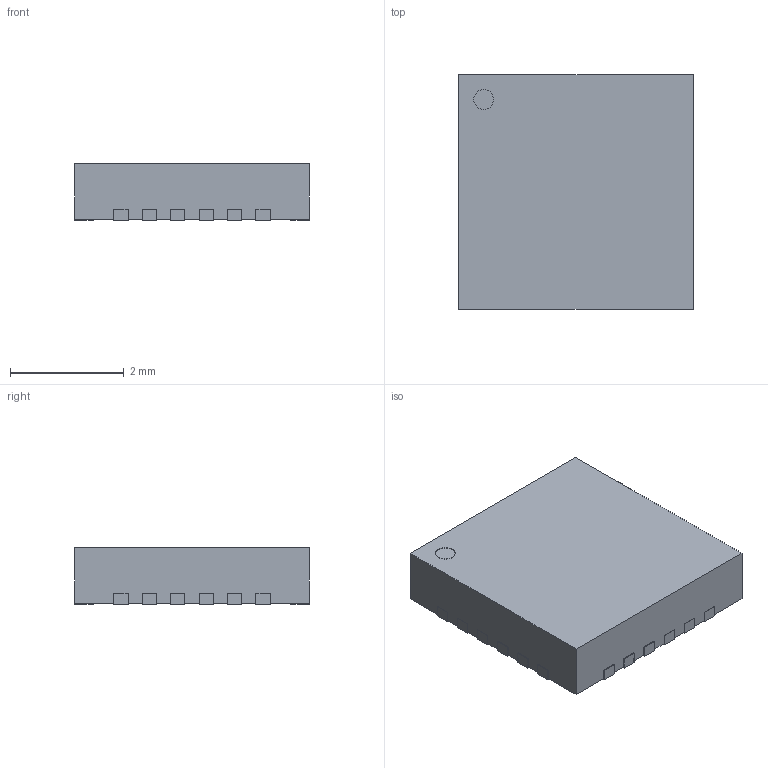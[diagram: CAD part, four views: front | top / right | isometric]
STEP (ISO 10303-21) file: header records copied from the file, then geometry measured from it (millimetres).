
FILE_DESCRIPTION(('FreeCAD Model'),'2;1');
FILE_NAME('qfn24_415x415_p05.step','2017-02-18T21:43:23',( 'Author'),(''),'Open CASCADE STEP processor 6.9','FreeCAD','Unknown' );
FILE_SCHEMA(('AUTOMOTIVE_DESIGN_CC2 { 1 2 10303 214 -1 1 5 4 }'));
Length unit declared in the file: millimetre
Products named in the file (2): ASSEMBLY; qfn24_415x415_p05
Assembly tree (1 placements, depth 2):
  ASSEMBLY
    qfn24_415x415_p05
Bounding box: 4.15 x 4.15 x 1 mm (x, y, z)
Volume: 16.8 mm3; surface area: 51.1 mm2
Topology: 1 solids, 1 shells, 158 faces, 462 edges, 308 vertices
Faces by surface type: plane 133, cylinder 25
Full cylindrical faces by diameter (mm): 0.35 x1
Entity records: 12270 total; most frequent: CARTESIAN_POINT 2129, DIRECTION 1606, LINE 1161, VECTOR 1161, ORIENTED_EDGE 924, PCURVE 924, DEFINITIONAL_REPRESENTATION 924, EDGE_CURVE 462
